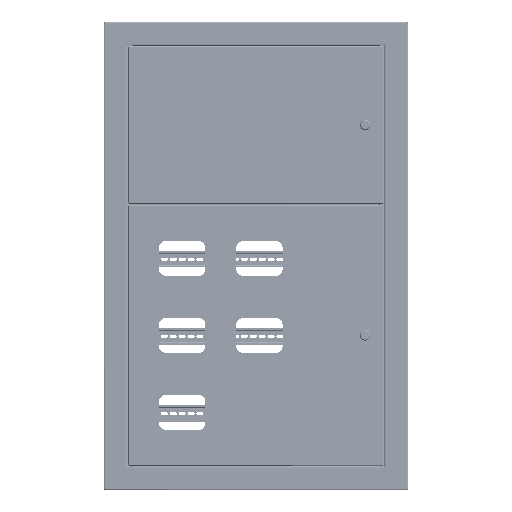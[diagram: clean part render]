
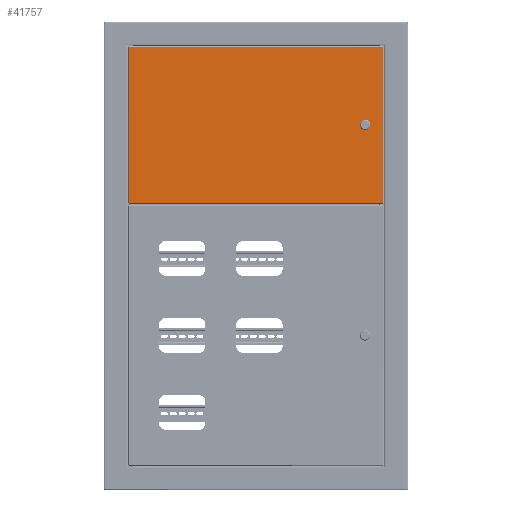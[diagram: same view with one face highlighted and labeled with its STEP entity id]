
A CAD part, top view. The second image highlights one B-rep face of the part: STEP entity #41757.
In plain terms, the highlighted planar face has unit normal (0, 0, 1).
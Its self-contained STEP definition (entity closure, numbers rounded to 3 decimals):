
#566 = VECTOR ( 'NONE', #68158, 1000. ) ;
#1057 = EDGE_CURVE ( 'NONE', #1227, #32298, #35100, .T. ) ;
#1227 = VERTEX_POINT ( 'NONE', #2296 ) ;
#1352 = DIRECTION ( 'NONE',  ( 0., 1., 0. ) ) ;
#1840 = CARTESIAN_POINT ( 'NONE',  ( 171.849, 31.5, 0. ) ) ;
#2296 = CARTESIAN_POINT ( 'NONE',  ( 1.7, 544., 0. ) ) ;
#4140 = CARTESIAN_POINT ( 'NONE',  ( 168.2, 40., 0. ) ) ;
#4523 = DIRECTION ( 'NONE',  ( 0., 0., 1. ) ) ;
#6735 = FACE_OUTER_BOUND ( 'NONE', #32669, .T. ) ;
#7818 = DIRECTION ( 'NONE',  ( 1., 0., 0. ) ) ;
#8095 = EDGE_CURVE ( 'NONE', #64807, #29582, #43187, .T. ) ;
#8187 = AXIS2_PLACEMENT_3D ( 'NONE', #17378, #36666, #53616 ) ;
#8195 = CARTESIAN_POINT ( 'NONE',  ( 168.2, 40., 0. ) ) ;
#8232 = CIRCLE ( 'NONE', #44738, 9.25 ) ;
#8835 = EDGE_CURVE ( 'NONE', #50802, #55570, #67564, .T. ) ;
#9158 = EDGE_LOOP ( 'NONE', ( #46496, #19663, #58794, #66145, #19571 ) ) ;
#9792 = DIRECTION ( 'NONE',  ( 1., 0., 0. ) ) ;
#10667 = CARTESIAN_POINT ( 'NONE',  ( 1.7, 544.293, 0. ) ) ;
#10701 = VERTEX_POINT ( 'NONE', #62214 ) ;
#13731 = CARTESIAN_POINT ( 'NONE',  ( 1.7, 1.7, 0. ) ) ;
#13965 = CIRCLE ( 'NONE', #57993, 9.25 ) ;
#15705 = CARTESIAN_POINT ( 'NONE',  ( 168.2, 40., 0. ) ) ;
#16086 = DIRECTION ( 'NONE',  ( 0., 0., 1. ) ) ;
#16473 = EDGE_CURVE ( 'NONE', #60108, #52410, #31823, .T. ) ;
#16795 = AXIS2_PLACEMENT_3D ( 'NONE', #15705, #16086, #9792 ) ;
#17124 = EDGE_CURVE ( 'NONE', #55570, #1227, #41857, .T. ) ;
#17378 = CARTESIAN_POINT ( 'NONE',  ( 0., 545.7, 0. ) ) ;
#18584 = ORIENTED_EDGE ( 'NONE', *, *, #17124, .T. ) ;
#19198 = ORIENTED_EDGE ( 'NONE', *, *, #8835, .T. ) ;
#19571 = ORIENTED_EDGE ( 'NONE', *, *, #72148, .F. ) ;
#19663 = ORIENTED_EDGE ( 'NONE', *, *, #8095, .F. ) ;
#19905 = CARTESIAN_POINT ( 'NONE',  ( 334.7, 0., 0. ) ) ;
#22768 = VECTOR ( 'NONE', #65417, 1000. ) ;
#23071 = DIRECTION ( 'NONE',  ( 1., 0., 0. ) ) ;
#25229 = VECTOR ( 'NONE', #58914, 1000. ) ;
#26586 = VECTOR ( 'NONE', #42255, 1000. ) ;
#28865 = CARTESIAN_POINT ( 'NONE',  ( 334.7, 544., 0. ) ) ;
#29251 = CARTESIAN_POINT ( 'NONE',  ( 164.551, 31.5, 0. ) ) ;
#29582 = VERTEX_POINT ( 'NONE', #75942 ) ;
#30219 = CARTESIAN_POINT ( 'NONE',  ( 177.45, 40., 0. ) ) ;
#31823 = LINE ( 'NONE', #1840, #25229 ) ;
#32298 = VERTEX_POINT ( 'NONE', #52067 ) ;
#32669 = EDGE_LOOP ( 'NONE', ( #72579, #19198, #18584, #53812 ) ) ;
#34107 = EDGE_CURVE ( 'NONE', #32298, #50802, #43674, .T. ) ;
#35100 = LINE ( 'NONE', #10667, #22768 ) ;
#35572 = CARTESIAN_POINT ( 'NONE',  ( 334.993, 544., 0. ) ) ;
#36192 = CARTESIAN_POINT ( 'NONE',  ( 334.7, 1.7, 0. ) ) ;
#36666 = DIRECTION ( 'NONE',  ( 0., 0., -1. ) ) ;
#39449 = VECTOR ( 'NONE', #1352, 1000. ) ;
#41757 = ADVANCED_FACE ( 'NONE', ( #71337, #6735 ), #59540, .F. ) ;
#41857 = LINE ( 'NONE', #35572, #26586 ) ;
#41943 = EDGE_CURVE ( 'NONE', #29582, #10701, #50424, .T. ) ;
#42255 = DIRECTION ( 'NONE',  ( -1., 0., 0. ) ) ;
#43187 = CIRCLE ( 'NONE', #16795, 9.25 ) ;
#43674 = LINE ( 'NONE', #13731, #72977 ) ;
#44738 = AXIS2_PLACEMENT_3D ( 'NONE', #4140, #4523, #23071 ) ;
#45213 = DIRECTION ( 'NONE',  ( 0., 0., 1. ) ) ;
#46496 = ORIENTED_EDGE ( 'NONE', *, *, #41943, .F. ) ;
#50424 = LINE ( 'NONE', #55560, #566 ) ;
#50802 = VERTEX_POINT ( 'NONE', #36192 ) ;
#51144 = CARTESIAN_POINT ( 'NONE',  ( 171.849, 31.5, 0. ) ) ;
#52067 = CARTESIAN_POINT ( 'NONE',  ( 1.7, 1.7, 0. ) ) ;
#52410 = VERTEX_POINT ( 'NONE', #51144 ) ;
#53026 = EDGE_CURVE ( 'NONE', #52410, #64807, #8232, .T. ) ;
#53616 = DIRECTION ( 'NONE',  ( -1., 0., 0. ) ) ;
#53812 = ORIENTED_EDGE ( 'NONE', *, *, #1057, .T. ) ;
#55560 = CARTESIAN_POINT ( 'NONE',  ( 171.849, 48.5, 0. ) ) ;
#55570 = VERTEX_POINT ( 'NONE', #28865 ) ;
#57993 = AXIS2_PLACEMENT_3D ( 'NONE', #8195, #45213, #62186 ) ;
#58794 = ORIENTED_EDGE ( 'NONE', *, *, #53026, .F. ) ;
#58914 = DIRECTION ( 'NONE',  ( 1., 0., 0. ) ) ;
#59540 = PLANE ( 'NONE',  #8187 ) ;
#60108 = VERTEX_POINT ( 'NONE', #29251 ) ;
#62186 = DIRECTION ( 'NONE',  ( 1., 0., 0. ) ) ;
#62214 = CARTESIAN_POINT ( 'NONE',  ( 164.551, 48.5, 0. ) ) ;
#64807 = VERTEX_POINT ( 'NONE', #30219 ) ;
#65417 = DIRECTION ( 'NONE',  ( 0., -1., 0. ) ) ;
#66145 = ORIENTED_EDGE ( 'NONE', *, *, #16473, .F. ) ;
#67564 = LINE ( 'NONE', #19905, #39449 ) ;
#68158 = DIRECTION ( 'NONE',  ( -1., 0., 0. ) ) ;
#71337 = FACE_BOUND ( 'NONE', #9158, .T. ) ;
#72148 = EDGE_CURVE ( 'NONE', #10701, #60108, #13965, .T. ) ;
#72579 = ORIENTED_EDGE ( 'NONE', *, *, #34107, .T. ) ;
#72977 = VECTOR ( 'NONE', #7818, 1000. ) ;
#75942 = CARTESIAN_POINT ( 'NONE',  ( 171.849, 48.5, 0. ) ) ;
